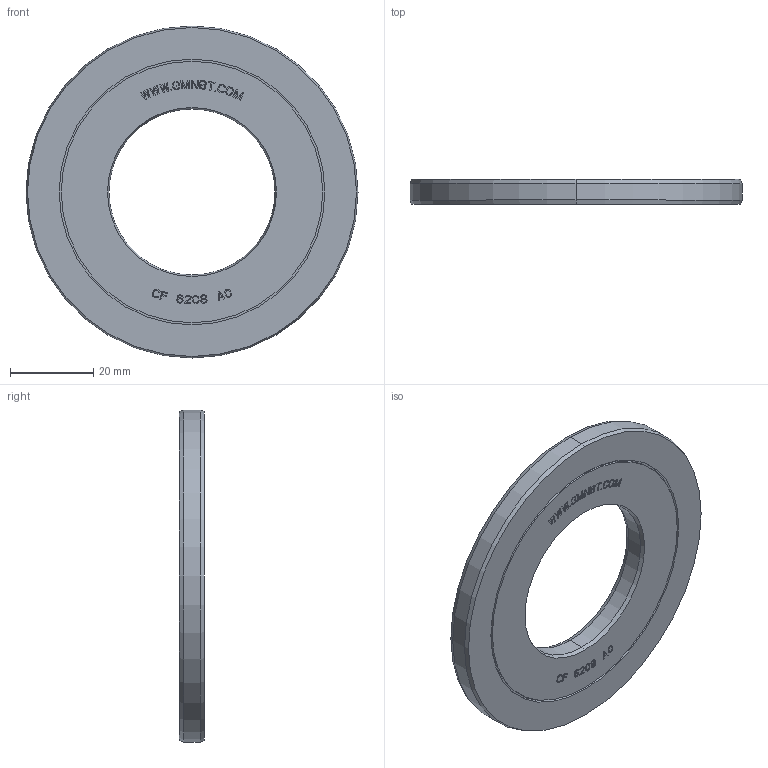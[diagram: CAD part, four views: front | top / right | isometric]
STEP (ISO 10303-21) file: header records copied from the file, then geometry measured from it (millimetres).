
FILE_DESCRIPTION((''),'2;1');
FILE_NAME('CF6208A0_PRT','2016-05-13T',('sales 4'),(''),'PRO/ENGINEER BY PARAMETRIC TECHNOLOGY CORPORATION, 2013150','PRO/ENGINEER BY PARAMETRIC TECHNOLOGY CORPORATION, 2013150','');
FILE_SCHEMA(('AUTOMOTIVE_DESIGN { 1 0 10303 214 1 1 1 1 }'));
Length unit declared in the file: millimetre
Products named in the file (1): CF6208A0_PRT
Bounding box: 80 x 6.05 x 80 mm (x, y, z)
Volume: 21021.4 mm3; surface area: 16483.3 mm2
Topology: 2 solids, 2 shells, 647 faces, 1795 edges, 1192 vertices
Faces by surface type: plane 605, cylinder 30, cone 12
Entity records: 26522 total; most frequent: CARTESIAN_POINT 3636, ORIENTED_EDGE 3590, DIRECTION 3159, PRESENTATION_STYLE_ASSIGNMENT 1868, STYLED_ITEM 1816, CURVE_STYLE 1795, EDGE_CURVE 1795, VECTOR 1725
